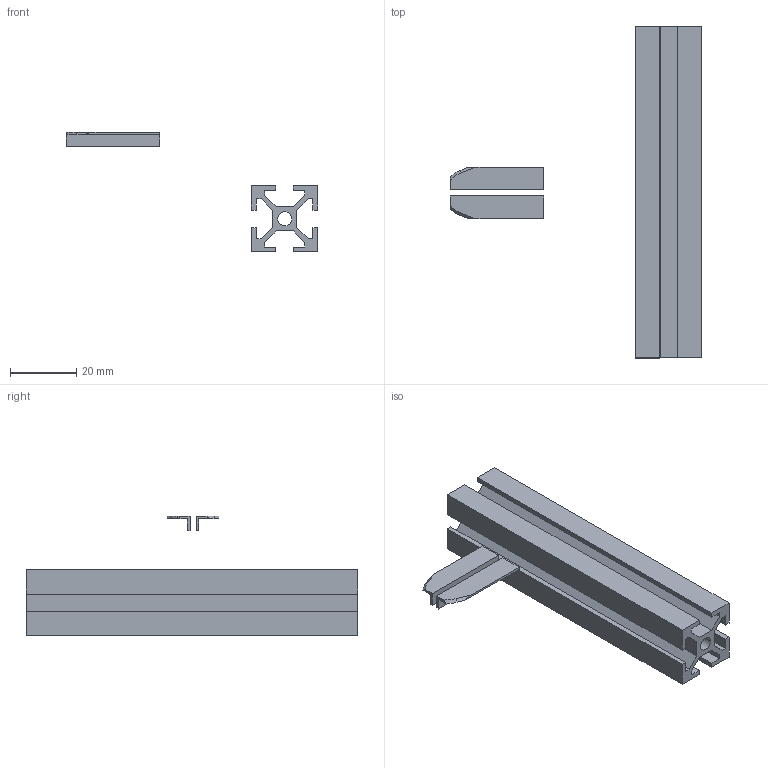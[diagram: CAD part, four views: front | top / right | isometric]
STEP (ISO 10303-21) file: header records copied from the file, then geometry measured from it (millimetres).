
FILE_DESCRIPTION(('STEP AP214'),'1');
FILE_NAME('Voron2.4BedMount.stp','2021-12-11T21:02:57',(' '),(' '),'Spatial InterOp 3D',' ',' ');
FILE_SCHEMA(('automotive_design'));
Length unit declared in the file: inch
Products named in the file (3): 1; 2; 3
Bounding box: 75.85 x 100 x 36.15 mm (x, y, z)
Volume: 17317.5 mm3; surface area: 19807.2 mm2
Topology: 3 solids, 3 shells, 70 faces, 192 edges, 128 vertices
Faces by surface type: plane 66, cone 2, cylinder 2
Entity records: 2812 total; most frequent: CARTESIAN_POINT 405, ORIENTED_EDGE 384, DIRECTION 340, EDGE_CURVE 192, LINE 178, VECTOR 178, VERTEX_POINT 128, AXIS2_PLACEMENT_3D 81
